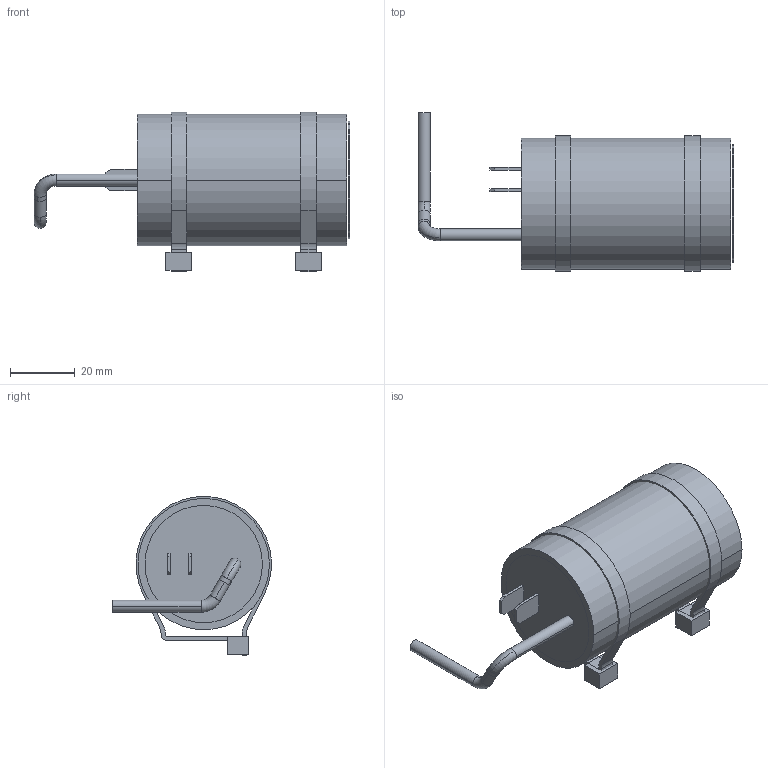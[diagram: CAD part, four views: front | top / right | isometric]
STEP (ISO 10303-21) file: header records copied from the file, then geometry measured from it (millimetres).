
FILE_DESCRIPTION((''),'2;1');
FILE_NAME('XFMR_EDA-02116_misc1.stp','2010-04-21T14:05:59',(''),(''),'Mechanical Desktop 2010','Mechanical Desktop 2010',', , ');
FILE_SCHEMA(('AUTOMOTIVE_DESIGN { 1 2 10303 214 1 1 1 1 }'));
Length unit declared in the file: millimetre
Products named in the file (1): Product
Bounding box: 97.45 x 48.99 x 49.15 mm (x, y, z)
Volume: 86991.1 mm3; surface area: 20303.9 mm2
Topology: 11 solids, 11 shells, 103 faces, 240 edges, 160 vertices
Faces by surface type: plane 67, cylinder 32, torus 4
Entity records: 3013 total; most frequent: DIRECTION 524, CARTESIAN_POINT 504, ORIENTED_EDGE 480, EDGE_CURVE 240, AXIS2_PLACEMENT_3D 180, VECTOR 164, LINE 164, VERTEX_POINT 160
